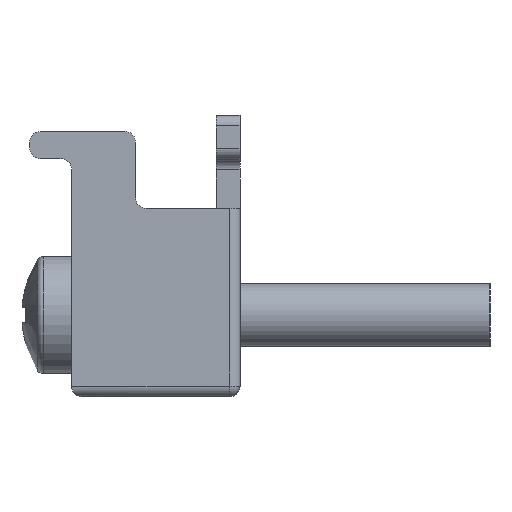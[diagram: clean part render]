
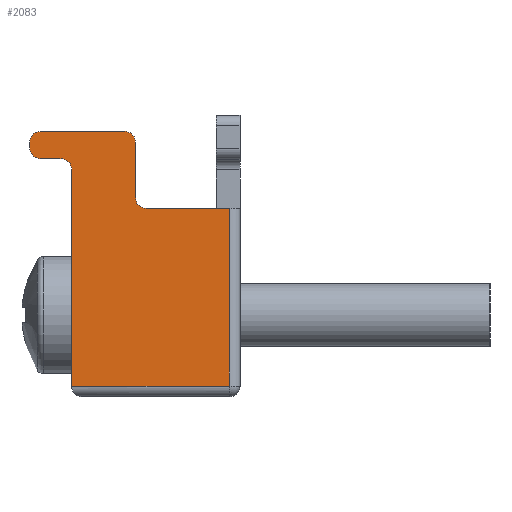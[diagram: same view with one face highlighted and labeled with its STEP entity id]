
A CAD part, left-side view. The second image highlights one B-rep face of the part: STEP entity #2083.
In plain terms, the highlighted planar face has unit normal (-1, 0, 0).
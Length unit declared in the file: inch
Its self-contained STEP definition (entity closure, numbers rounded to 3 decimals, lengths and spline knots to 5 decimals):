
#10 = CARTESIAN_POINT ( 'NONE',  ( -0.04496, 1.88152, 2.09407 ) ) ;
#30 = CARTESIAN_POINT ( 'NONE',  ( -0.04496, 1.82278, 1.61485 ) ) ;
#48 = DIRECTION ( 'NONE',  ( 0., 1., 0. ) ) ;
#53 = VERTEX_POINT ( 'NONE', #2444 ) ;
#64 = EDGE_CURVE ( 'NONE', #3187, #2624, #421, .T. ) ;
#98 = EDGE_CURVE ( 'NONE', #1679, #1175, #2318, .T. ) ;
#111 = VERTEX_POINT ( 'NONE', #2047 ) ;
#178 = DIRECTION ( 'NONE',  ( 0., 0., -1. ) ) ;
#179 = ORIENTED_EDGE ( 'NONE', *, *, #2148, .F. ) ;
#212 = DIRECTION ( 'NONE',  ( 0., 0., 1. ) ) ;
#241 = VECTOR ( 'NONE', #1780, 39.37008 ) ;
#316 = CARTESIAN_POINT ( 'NONE',  ( -0.04496, 1.7027, 1.94918 ) ) ;
#337 = EDGE_CURVE ( 'NONE', #1153, #3456, #2470, .T. ) ;
#379 = ORIENTED_EDGE ( 'NONE', *, *, #64, .F. ) ;
#417 = ORIENTED_EDGE ( 'NONE', *, *, #597, .F. ) ;
#421 = CIRCLE ( 'NONE', #2263, 0.02 ) ;
#477 = FACE_OUTER_BOUND ( 'NONE', #768, .T. ) ;
#492 = CARTESIAN_POINT ( 'NONE',  ( -0.04496, 1.6827, 1.96918 ) ) ;
#587 = DIRECTION ( 'NONE',  ( 1., 0., 0. ) ) ;
#597 = EDGE_CURVE ( 'NONE', #2836, #3404, #1067, .T. ) ;
#663 = ORIENTED_EDGE ( 'NONE', *, *, #1484, .F. ) ;
#670 = CARTESIAN_POINT ( 'NONE',  ( -0.04496, 1.52585, 1.94918 ) ) ;
#691 = EDGE_CURVE ( 'NONE', #713, #1153, #1975, .T. ) ;
#713 = VERTEX_POINT ( 'NONE', #670 ) ;
#753 = CARTESIAN_POINT ( 'NONE',  ( -0.04496, 1.82278, 1.94918 ) ) ;
#758 = EDGE_CURVE ( 'NONE', #713, #53, #3208, .T. ) ;
#768 = EDGE_LOOP ( 'NONE', ( #663, #379, #3474, #1783, #1179, #3007, #2419, #2097, #2308, #2851, #179, #417, #2252 ) ) ;
#787 = EDGE_CURVE ( 'NONE', #2735, #111, #1568, .T. ) ;
#802 = DIRECTION ( 'NONE',  ( 0., 0., 1. ) ) ;
#848 = CARTESIAN_POINT ( 'NONE',  ( -0.04496, 1.90152, 2.07407 ) ) ;
#925 = VECTOR ( 'NONE', #178, 39.37008 ) ;
#936 = CIRCLE ( 'NONE', #2131, 0.02 ) ;
#1015 = VECTOR ( 'NONE', #2025, 39.37008 ) ;
#1067 = LINE ( 'NONE', #316, #3006 ) ;
#1111 = DIRECTION ( 'NONE',  ( 0., 1., 0. ) ) ;
#1153 = VERTEX_POINT ( 'NONE', #3517 ) ;
#1163 = CARTESIAN_POINT ( 'NONE',  ( -0.04496, 1.52585, 1.94918 ) ) ;
#1175 = VERTEX_POINT ( 'NONE', #1359 ) ;
#1179 = ORIENTED_EDGE ( 'NONE', *, *, #2306, .F. ) ;
#1190 = VERTEX_POINT ( 'NONE', #2441 ) ;
#1275 = DIRECTION ( 'NONE',  ( 0., 1., 0. ) ) ;
#1359 = CARTESIAN_POINT ( 'NONE',  ( -0.04496, 1.84278, 2.04288 ) ) ;
#1379 = AXIS2_PLACEMENT_3D ( 'NONE', #3008, #587, #802 ) ;
#1391 = VECTOR ( 'NONE', #1275, 39.37008 ) ;
#1401 = DIRECTION ( 'NONE',  ( 1., 0., 0. ) ) ;
#1424 = EDGE_CURVE ( 'NONE', #1190, #2836, #3201, .T. ) ;
#1440 = DIRECTION ( 'NONE',  ( -1., 0., 0. ) ) ;
#1484 = EDGE_CURVE ( 'NONE', #2624, #1190, #2787, .T. ) ;
#1522 = CARTESIAN_POINT ( 'NONE',  ( -0.04496, 1.82278, 2.02288 ) ) ;
#1564 = DIRECTION ( 'NONE',  ( 1., 0., 0. ) ) ;
#1568 = CIRCLE ( 'NONE', #3398, 0.02 ) ;
#1586 = LINE ( 'NONE', #2627, #1391 ) ;
#1679 = VERTEX_POINT ( 'NONE', #1522 ) ;
#1733 = CARTESIAN_POINT ( 'NONE',  ( -0.04496, 1.88152, 2.04288 ) ) ;
#1748 = AXIS2_PLACEMENT_3D ( 'NONE', #2335, #1564, #212 ) ;
#1780 = DIRECTION ( 'NONE',  ( 0., -1., 0. ) ) ;
#1783 = ORIENTED_EDGE ( 'NONE', *, *, #787, .F. ) ;
#1905 = DIRECTION ( 'NONE',  ( 1., 0., 0. ) ) ;
#1932 = CARTESIAN_POINT ( 'NONE',  ( -0.04496, 1.88152, 2.07407 ) ) ;
#1960 = DIRECTION ( 'NONE',  ( 0., 0., 1. ) ) ;
#1975 = LINE ( 'NONE', #1163, #2386 ) ;
#1987 = CARTESIAN_POINT ( 'NONE',  ( -0.04496, 1.7027, 1.96918 ) ) ;
#1992 = EDGE_CURVE ( 'NONE', #111, #3187, #2007, .T. ) ;
#2007 = LINE ( 'NONE', #3086, #1015 ) ;
#2025 = DIRECTION ( 'NONE',  ( 0., 0., 1. ) ) ;
#2036 = VECTOR ( 'NONE', #48, 39.37008 ) ;
#2047 = CARTESIAN_POINT ( 'NONE',  ( -0.04496, 1.90152, 2.06288 ) ) ;
#2083 = ADVANCED_FACE ( 'NONE', ( #477 ), #2915, .F. ) ;
#2097 = ORIENTED_EDGE ( 'NONE', *, *, #337, .F. ) ;
#2131 = AXIS2_PLACEMENT_3D ( 'NONE', #492, #2321, #3409 ) ;
#2148 = EDGE_CURVE ( 'NONE', #3404, #53, #936, .T. ) ;
#2152 = VECTOR ( 'NONE', #1111, 39.37008 ) ;
#2252 = ORIENTED_EDGE ( 'NONE', *, *, #1424, .F. ) ;
#2263 = AXIS2_PLACEMENT_3D ( 'NONE', #1932, #1401, #2712 ) ;
#2277 = DIRECTION ( 'NONE',  ( 0., 0., 1. ) ) ;
#2306 = EDGE_CURVE ( 'NONE', #1175, #2735, #1586, .T. ) ;
#2308 = ORIENTED_EDGE ( 'NONE', *, *, #691, .F. ) ;
#2312 = CARTESIAN_POINT ( 'NONE',  ( -0.04496, 1.84278, 2.02288 ) ) ;
#2318 = CIRCLE ( 'NONE', #2884, 0.02 ) ;
#2321 = DIRECTION ( 'NONE',  ( -1., 0., 0. ) ) ;
#2335 = CARTESIAN_POINT ( 'NONE',  ( -0.04496, 1.50585, 1.94918 ) ) ;
#2386 = VECTOR ( 'NONE', #3054, 39.37008 ) ;
#2419 = ORIENTED_EDGE ( 'NONE', *, *, #2838, .T. ) ;
#2441 = CARTESIAN_POINT ( 'NONE',  ( -0.04496, 1.7227, 2.09407 ) ) ;
#2444 = CARTESIAN_POINT ( 'NONE',  ( -0.04496, 1.6827, 1.94918 ) ) ;
#2470 = LINE ( 'NONE', #30, #2152 ) ;
#2523 = CARTESIAN_POINT ( 'NONE',  ( -0.04496, 1.7027, 2.09407 ) ) ;
#2624 = VERTEX_POINT ( 'NONE', #10 ) ;
#2627 = CARTESIAN_POINT ( 'NONE',  ( -0.04496, 1.90152, 2.04288 ) ) ;
#2656 = CARTESIAN_POINT ( 'NONE',  ( -0.04496, 1.50585, 1.94918 ) ) ;
#2710 = DIRECTION ( 'NONE',  ( 0., 0., -1. ) ) ;
#2712 = DIRECTION ( 'NONE',  ( 0., 0., 1. ) ) ;
#2735 = VERTEX_POINT ( 'NONE', #1733 ) ;
#2763 = CARTESIAN_POINT ( 'NONE',  ( -0.04496, 1.82278, 1.61485 ) ) ;
#2787 = LINE ( 'NONE', #2523, #241 ) ;
#2836 = VERTEX_POINT ( 'NONE', #3213 ) ;
#2838 = EDGE_CURVE ( 'NONE', #1679, #3456, #3178, .T. ) ;
#2851 = ORIENTED_EDGE ( 'NONE', *, *, #758, .T. ) ;
#2884 = AXIS2_PLACEMENT_3D ( 'NONE', #2312, #1440, #2277 ) ;
#2915 = PLANE ( 'NONE',  #1748 ) ;
#3006 = VECTOR ( 'NONE', #2710, 39.37008 ) ;
#3007 = ORIENTED_EDGE ( 'NONE', *, *, #98, .F. ) ;
#3008 = CARTESIAN_POINT ( 'NONE',  ( -0.04496, 1.7227, 2.07407 ) ) ;
#3054 = DIRECTION ( 'NONE',  ( 0., 0., -1. ) ) ;
#3086 = CARTESIAN_POINT ( 'NONE',  ( -0.04496, 1.90152, 2.09407 ) ) ;
#3178 = LINE ( 'NONE', #753, #925 ) ;
#3187 = VERTEX_POINT ( 'NONE', #848 ) ;
#3201 = CIRCLE ( 'NONE', #1379, 0.02 ) ;
#3208 = LINE ( 'NONE', #2656, #2036 ) ;
#3213 = CARTESIAN_POINT ( 'NONE',  ( -0.04496, 1.7027, 2.07407 ) ) ;
#3398 = AXIS2_PLACEMENT_3D ( 'NONE', #3458, #1905, #1960 ) ;
#3404 = VERTEX_POINT ( 'NONE', #1987 ) ;
#3409 = DIRECTION ( 'NONE',  ( 0., 0., 1. ) ) ;
#3456 = VERTEX_POINT ( 'NONE', #2763 ) ;
#3458 = CARTESIAN_POINT ( 'NONE',  ( -0.04496, 1.88152, 2.06288 ) ) ;
#3474 = ORIENTED_EDGE ( 'NONE', *, *, #1992, .F. ) ;
#3517 = CARTESIAN_POINT ( 'NONE',  ( -0.04496, 1.52585, 1.61485 ) ) ;
